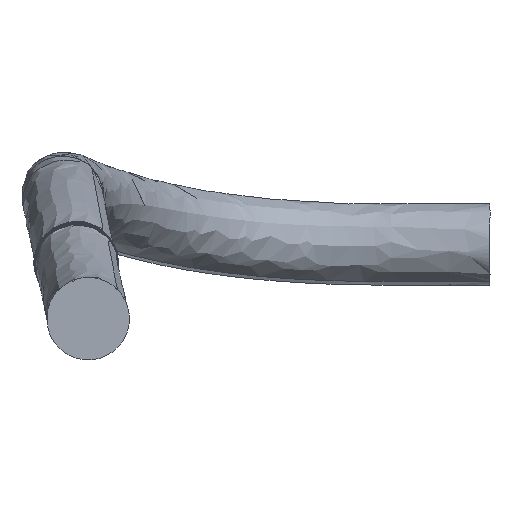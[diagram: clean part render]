
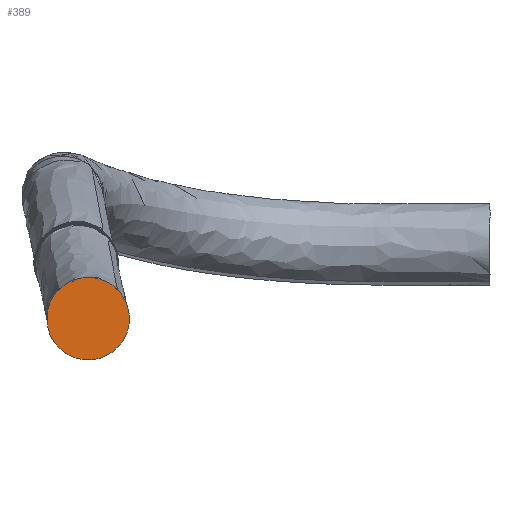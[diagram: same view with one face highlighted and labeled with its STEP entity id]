
A CAD part, front view. The second image highlights one B-rep face of the part: STEP entity #389.
In plain terms, the highlighted planar face has unit normal (0, -1, 0).
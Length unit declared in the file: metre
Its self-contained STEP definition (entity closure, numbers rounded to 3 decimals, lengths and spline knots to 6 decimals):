
#5 = CARTESIAN_POINT ( 'NONE',  ( -0.051216, -0.035, 0.002845 ) ) ;
#42 = CARTESIAN_POINT ( 'NONE',  ( -0.050182, -0.035, 0.001252 ) ) ;
#63 = CARTESIAN_POINT ( 'NONE',  ( -0.048904, -0.035, 0.003113 ) ) ;
#73 = CARTESIAN_POINT ( 'NONE',  ( -0.049251, -0.035, 0.001495 ) ) ;
#80 = CARTESIAN_POINT ( 'NONE',  ( -0.048995, -0.035, 0.003249 ) ) ;
#94 = B_SPLINE_CURVE_WITH_KNOTS ( 'NONE', 3,
 ( #897, #265, #445, #847, #42, #1124, #1092, #517, #73, #258, #656, #1111, #999, #544, #348, #751, #722, #63, #80, #1197, #459 ),
 .UNSPECIFIED., .F., .F.,
 ( 4, 2, 2, 1, 2, 2, 1, 2, 2, 1, 2, 4 ),
 ( 0., 0.0625, 0.125, 0.1875, 0.21875, 0.25, 0.3125, 0.34375, 0.375, 0.4375, 0.46875, 0.5 ),
 .UNSPECIFIED. ) ;
#100 = CARTESIAN_POINT ( 'NONE',  ( -0.050613, -0.035, 0.003596 ) ) ;
#217 = CARTESIAN_POINT ( 'NONE',  ( -0.049109, -0.035, 0.003376 ) ) ;
#258 = CARTESIAN_POINT ( 'NONE',  ( -0.049185, -0.035, 0.001549 ) ) ;
#265 = CARTESIAN_POINT ( 'NONE',  ( -0.050771, -0.035, 0.001501 ) ) ;
#276 = CARTESIAN_POINT ( 'NONE',  ( -0.049229, -0.035, 0.003499 ) ) ;
#280 = CARTESIAN_POINT ( 'NONE',  ( -0.050891, -0.035, 0.001624 ) ) ;
#288 = CARTESIAN_POINT ( 'NONE',  ( -0.051091, -0.035, 0.003138 ) ) ;
#305 = CARTESIAN_POINT ( 'NONE',  ( -0.050891, -0.035, 0.001624 ) ) ;
#313 = CARTESIAN_POINT ( 'NONE',  ( -0.051254, -0.035, 0.002166 ) ) ;
#325 = CARTESIAN_POINT ( 'NONE',  ( -0.051248, -0.035, 0.002682 ) ) ;
#348 = CARTESIAN_POINT ( 'NONE',  ( -0.048751, -0.035, 0.002404 ) ) ;
#383 = AXIS2_PLACEMENT_3D ( 'NONE', #568, #681, #1046 ) ;
#389 = ADVANCED_FACE ( 'NONE', ( #789 ), #398, .T. ) ;
#390 = CARTESIAN_POINT ( 'NONE',  ( -0.050749, -0.035, 0.003505 ) ) ;
#398 = PLANE ( 'NONE',  #383 ) ;
#445 = CARTESIAN_POINT ( 'NONE',  ( -0.050637, -0.035, 0.001409 ) ) ;
#459 = CARTESIAN_POINT ( 'NONE',  ( -0.049109, -0.035, 0.003376 ) ) ;
#464 = CARTESIAN_POINT ( 'NONE',  ( -0.049904, -0.035, 0.003749 ) ) ;
#467 = EDGE_LOOP ( 'NONE', ( #891, #803 ) ) ;
#478 = VERTEX_POINT ( 'NONE', #305 ) ;
#517 = CARTESIAN_POINT ( 'NONE',  ( -0.049387, -0.035, 0.001404 ) ) ;
#543 = CARTESIAN_POINT ( 'NONE',  ( -0.049659, -0.035, 0.003708 ) ) ;
#544 = CARTESIAN_POINT ( 'NONE',  ( -0.04876, -0.035, 0.002319 ) ) ;
#568 = CARTESIAN_POINT ( 'NONE',  ( -0.05, -0.035, 0.0025 ) ) ;
#642 = EDGE_CURVE ( 'NONE', #1225, #478, #1131, .T. ) ;
#656 = CARTESIAN_POINT ( 'NONE',  ( -0.049001, -0.035, 0.001729 ) ) ;
#668 = CARTESIAN_POINT ( 'NONE',  ( -0.0504, -0.035, 0.003709 ) ) ;
#681 = DIRECTION ( 'NONE',  ( 0., -1., 0. ) ) ;
#722 = CARTESIAN_POINT ( 'NONE',  ( -0.048791, -0.035, 0.0029 ) ) ;
#751 = CARTESIAN_POINT ( 'NONE',  ( -0.048748, -0.035, 0.002661 ) ) ;
#756 = CARTESIAN_POINT ( 'NONE',  ( -0.049819, -0.035, 0.00374 ) ) ;
#789 = FACE_OUTER_BOUND ( 'NONE', #467, .T. ) ;
#803 = ORIENTED_EDGE ( 'NONE', *, *, #642, .T. ) ;
#832 = CARTESIAN_POINT ( 'NONE',  ( -0.051134, -0.035, 0.001871 ) ) ;
#847 = CARTESIAN_POINT ( 'NONE',  ( -0.050343, -0.035, 0.001284 ) ) ;
#888 = EDGE_CURVE ( 'NONE', #478, #1225, #94, .T. ) ;
#891 = ORIENTED_EDGE ( 'NONE', *, *, #888, .T. ) ;
#897 = CARTESIAN_POINT ( 'NONE',  ( -0.050891, -0.035, 0.001624 ) ) ;
#923 = CARTESIAN_POINT ( 'NONE',  ( -0.049109, -0.035, 0.003376 ) ) ;
#999 = CARTESIAN_POINT ( 'NONE',  ( -0.048792, -0.035, 0.002159 ) ) ;
#1042 = CARTESIAN_POINT ( 'NONE',  ( -0.050999, -0.035, 0.003271 ) ) ;
#1046 = DIRECTION ( 'NONE',  ( 0.009, 0., 1. ) ) ;
#1092 = CARTESIAN_POINT ( 'NONE',  ( -0.0496, -0.035, 0.001291 ) ) ;
#1111 = CARTESIAN_POINT ( 'NONE',  ( -0.048862, -0.035, 0.001928 ) ) ;
#1123 = CARTESIAN_POINT ( 'NONE',  ( -0.050161, -0.035, 0.003752 ) ) ;
#1124 = CARTESIAN_POINT ( 'NONE',  ( -0.049839, -0.035, 0.001248 ) ) ;
#1131 = B_SPLINE_CURVE_WITH_KNOTS ( 'NONE', 3,
 ( #923, #276, #1214, #543, #756, #464, #1123, #668, #100, #390, #1212, #1042, #288, #5, #325, #313, #832, #280 ),
 .UNSPECIFIED., .F., .F.,
 ( 4, 1, 2, 2, 1, 2, 2, 2, 2, 4 ),
 ( 0.5, 0.5625, 0.59375, 0.625, 0.6875, 0.71875, 0.75, 0.8125, 0.875, 1. ),
 .UNSPECIFIED. ) ;
#1197 = CARTESIAN_POINT ( 'NONE',  ( -0.049049, -0.035, 0.003315 ) ) ;
#1212 = CARTESIAN_POINT ( 'NONE',  ( -0.050815, -0.035, 0.003451 ) ) ;
#1214 = CARTESIAN_POINT ( 'NONE',  ( -0.049428, -0.035, 0.003638 ) ) ;
#1225 = VERTEX_POINT ( 'NONE', #217 ) ;
